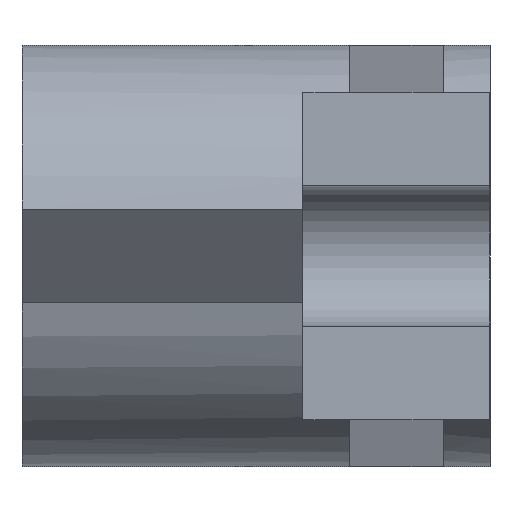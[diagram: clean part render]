
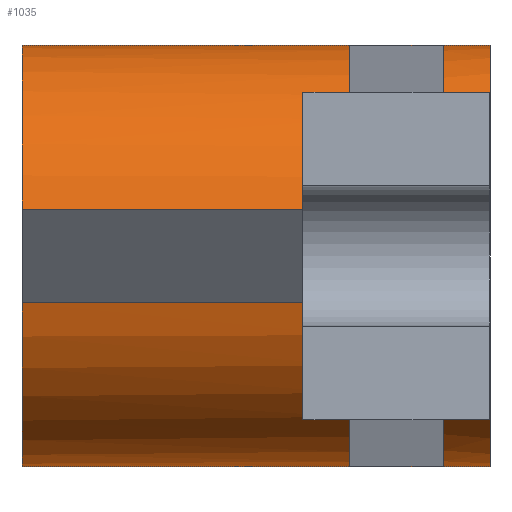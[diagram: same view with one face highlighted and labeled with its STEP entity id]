
A CAD part, left-side view. The second image highlights one B-rep face of the part: STEP entity #1035.
In plain terms, the highlighted cylindrical face has radius 22.5 mm (diameter 45 mm), a partial arc.
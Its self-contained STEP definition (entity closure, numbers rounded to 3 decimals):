
#20 = CARTESIAN_POINT ( 'NONE',  ( 0., -5., 0. ) ) ;
#30 = ORIENTED_EDGE ( 'NONE', *, *, #1155, .T. ) ;
#57 = DIRECTION ( 'NONE',  ( 0., -1., 0. ) ) ;
#66 = LINE ( 'NONE', #285, #321 ) ;
#68 = CARTESIAN_POINT ( 'NONE',  ( 0., 0., 0. ) ) ;
#80 = EDGE_CURVE ( 'NONE', #632, #818, #752, .T. ) ;
#81 = CIRCLE ( 'NONE', #333, 22.5 ) ;
#88 = CARTESIAN_POINT ( 'NONE',  ( -21.937, 45., -5. ) ) ;
#94 = EDGE_CURVE ( 'NONE', #166, #632, #996, .T. ) ;
#96 = CARTESIAN_POINT ( 'NONE',  ( -21.937, 45., -5. ) ) ;
#98 = VECTOR ( 'NONE', #1406, 1000. ) ;
#100 = CARTESIAN_POINT ( 'NONE',  ( 0., 10., -22.5 ) ) ;
#118 = CIRCLE ( 'NONE', #393, 22.5 ) ;
#153 = VERTEX_POINT ( 'NONE', #191 ) ;
#166 = VERTEX_POINT ( 'NONE', #1072 ) ;
#191 = CARTESIAN_POINT ( 'NONE',  ( -1.286, 0., -22.463 ) ) ;
#193 = CARTESIAN_POINT ( 'NONE',  ( -1.286, 10., 22.463 ) ) ;
#223 = EDGE_CURVE ( 'NONE', #1239, #153, #118, .T. ) ;
#248 = DIRECTION ( 'NONE',  ( 0., -1., 0. ) ) ;
#252 = CARTESIAN_POINT ( 'NONE',  ( 0., 10., 0. ) ) ;
#260 = DIRECTION ( 'NONE',  ( 0., 0., -1. ) ) ;
#285 = CARTESIAN_POINT ( 'NONE',  ( -1.286, 10., -22.463 ) ) ;
#311 = CARTESIAN_POINT ( 'NONE',  ( -21.937, 10., -5. ) ) ;
#317 = EDGE_CURVE ( 'NONE', #166, #1033, #655, .T. ) ;
#321 = VECTOR ( 'NONE', #635, 1000. ) ;
#329 = CARTESIAN_POINT ( 'NONE',  ( 0., -5., 22.5 ) ) ;
#333 = AXIS2_PLACEMENT_3D ( 'NONE', #1080, #859, #1190 ) ;
#348 = LINE ( 'NONE', #1137, #1003 ) ;
#349 = CIRCLE ( 'NONE', #1051, 22.5 ) ;
#387 = CARTESIAN_POINT ( 'NONE',  ( -1.286, 10., -22.463 ) ) ;
#393 = AXIS2_PLACEMENT_3D ( 'NONE', #68, #1176, #1297 ) ;
#401 = CARTESIAN_POINT ( 'NONE',  ( -1.286, 10., 22.463 ) ) ;
#423 = DIRECTION ( 'NONE',  ( 0., 1., 0. ) ) ;
#450 = CARTESIAN_POINT ( 'NONE',  ( 0., -5., -22.5 ) ) ;
#465 = CYLINDRICAL_SURFACE ( 'NONE', #1314, 22.5 ) ;
#467 = DIRECTION ( 'NONE',  ( 0., 0., -1. ) ) ;
#479 = ORIENTED_EDGE ( 'NONE', *, *, #1143, .T. ) ;
#482 = ORIENTED_EDGE ( 'NONE', *, *, #94, .F. ) ;
#493 = CARTESIAN_POINT ( 'NONE',  ( -21.937, 45., 5. ) ) ;
#504 = CIRCLE ( 'NONE', #1126, 22.5 ) ;
#602 = LINE ( 'NONE', #401, #1203 ) ;
#604 = ORIENTED_EDGE ( 'NONE', *, *, #1350, .F. ) ;
#632 = VERTEX_POINT ( 'NONE', #88 ) ;
#633 = CARTESIAN_POINT ( 'NONE',  ( -1.286, 0., 22.463 ) ) ;
#635 = DIRECTION ( 'NONE',  ( 0., -1., 0. ) ) ;
#655 = LINE ( 'NONE', #100, #1166 ) ;
#667 = CARTESIAN_POINT ( 'NONE',  ( -21.937, 10., 5. ) ) ;
#684 = EDGE_CURVE ( 'NONE', #1146, #153, #66, .T. ) ;
#698 = ORIENTED_EDGE ( 'NONE', *, *, #1371, .F. ) ;
#701 = ORIENTED_EDGE ( 'NONE', *, *, #706, .T. ) ;
#705 = DIRECTION ( 'NONE',  ( 0., -1., 0. ) ) ;
#706 = EDGE_CURVE ( 'NONE', #1146, #818, #504, .T. ) ;
#709 = ORIENTED_EDGE ( 'NONE', *, *, #1267, .F. ) ;
#741 = EDGE_LOOP ( 'NONE', ( #604, #709, #30, #1036, #479, #1386, #756, #701, #1414, #482, #1029, #698 ) ) ;
#743 = VERTEX_POINT ( 'NONE', #329 ) ;
#752 = LINE ( 'NONE', #96, #98 ) ;
#756 = ORIENTED_EDGE ( 'NONE', *, *, #684, .F. ) ;
#791 = VECTOR ( 'NONE', #935, 1000. ) ;
#792 = CARTESIAN_POINT ( 'NONE',  ( -21.937, 45., 5. ) ) ;
#796 = VERTEX_POINT ( 'NONE', #667 ) ;
#818 = VERTEX_POINT ( 'NONE', #311 ) ;
#843 = CARTESIAN_POINT ( 'NONE',  ( 0., 10., 0. ) ) ;
#856 = AXIS2_PLACEMENT_3D ( 'NONE', #862, #1293, #858 ) ;
#858 = DIRECTION ( 'NONE',  ( 0., 0., 1. ) ) ;
#859 = DIRECTION ( 'NONE',  ( 0., 1., 0. ) ) ;
#862 = CARTESIAN_POINT ( 'NONE',  ( 0., 45., 0. ) ) ;
#935 = DIRECTION ( 'NONE',  ( 0., -1., 0. ) ) ;
#967 = CARTESIAN_POINT ( 'NONE',  ( 0., 45., 22.5 ) ) ;
#975 = DIRECTION ( 'NONE',  ( 0., 0., 1. ) ) ;
#980 = CIRCLE ( 'NONE', #1070, 22.5 ) ;
#996 = CIRCLE ( 'NONE', #856, 22.5 ) ;
#1003 = VECTOR ( 'NONE', #705, 1000. ) ;
#1029 = ORIENTED_EDGE ( 'NONE', *, *, #317, .T. ) ;
#1033 = VERTEX_POINT ( 'NONE', #450 ) ;
#1035 = ADVANCED_FACE ( 'NONE', ( #1244 ), #465, .T. ) ;
#1036 = ORIENTED_EDGE ( 'NONE', *, *, #1218, .T. ) ;
#1051 = AXIS2_PLACEMENT_3D ( 'NONE', #843, #423, #1404 ) ;
#1070 = AXIS2_PLACEMENT_3D ( 'NONE', #20, #248, #467 ) ;
#1072 = CARTESIAN_POINT ( 'NONE',  ( 0., 45., -22.5 ) ) ;
#1080 = CARTESIAN_POINT ( 'NONE',  ( 0., 45., 0. ) ) ;
#1126 = AXIS2_PLACEMENT_3D ( 'NONE', #1286, #1262, #975 ) ;
#1137 = CARTESIAN_POINT ( 'NONE',  ( 0., 10., 22.5 ) ) ;
#1143 = EDGE_CURVE ( 'NONE', #1266, #1239, #602, .T. ) ;
#1146 = VERTEX_POINT ( 'NONE', #387 ) ;
#1155 = EDGE_CURVE ( 'NONE', #1289, #796, #1362, .T. ) ;
#1166 = VECTOR ( 'NONE', #1197, 1000. ) ;
#1176 = DIRECTION ( 'NONE',  ( 0., -1., 0. ) ) ;
#1190 = DIRECTION ( 'NONE',  ( 0., 0., 1. ) ) ;
#1197 = DIRECTION ( 'NONE',  ( 0., -1., 0. ) ) ;
#1203 = VECTOR ( 'NONE', #57, 1000. ) ;
#1218 = EDGE_CURVE ( 'NONE', #796, #1266, #349, .T. ) ;
#1239 = VERTEX_POINT ( 'NONE', #633 ) ;
#1244 = FACE_OUTER_BOUND ( 'NONE', #741, .T. ) ;
#1262 = DIRECTION ( 'NONE',  ( 0., 1., 0. ) ) ;
#1266 = VERTEX_POINT ( 'NONE', #193 ) ;
#1267 = EDGE_CURVE ( 'NONE', #1289, #1274, #81, .T. ) ;
#1274 = VERTEX_POINT ( 'NONE', #967 ) ;
#1286 = CARTESIAN_POINT ( 'NONE',  ( 0., 10., 0. ) ) ;
#1289 = VERTEX_POINT ( 'NONE', #792 ) ;
#1293 = DIRECTION ( 'NONE',  ( 0., 1., 0. ) ) ;
#1297 = DIRECTION ( 'NONE',  ( 0., 0., -1. ) ) ;
#1314 = AXIS2_PLACEMENT_3D ( 'NONE', #252, #1338, #260 ) ;
#1338 = DIRECTION ( 'NONE',  ( 0., -1., 0. ) ) ;
#1350 = EDGE_CURVE ( 'NONE', #1274, #743, #348, .T. ) ;
#1362 = LINE ( 'NONE', #493, #791 ) ;
#1371 = EDGE_CURVE ( 'NONE', #743, #1033, #980, .T. ) ;
#1386 = ORIENTED_EDGE ( 'NONE', *, *, #223, .T. ) ;
#1404 = DIRECTION ( 'NONE',  ( 0., 0., 1. ) ) ;
#1406 = DIRECTION ( 'NONE',  ( 0., -1., 0. ) ) ;
#1414 = ORIENTED_EDGE ( 'NONE', *, *, #80, .F. ) ;
